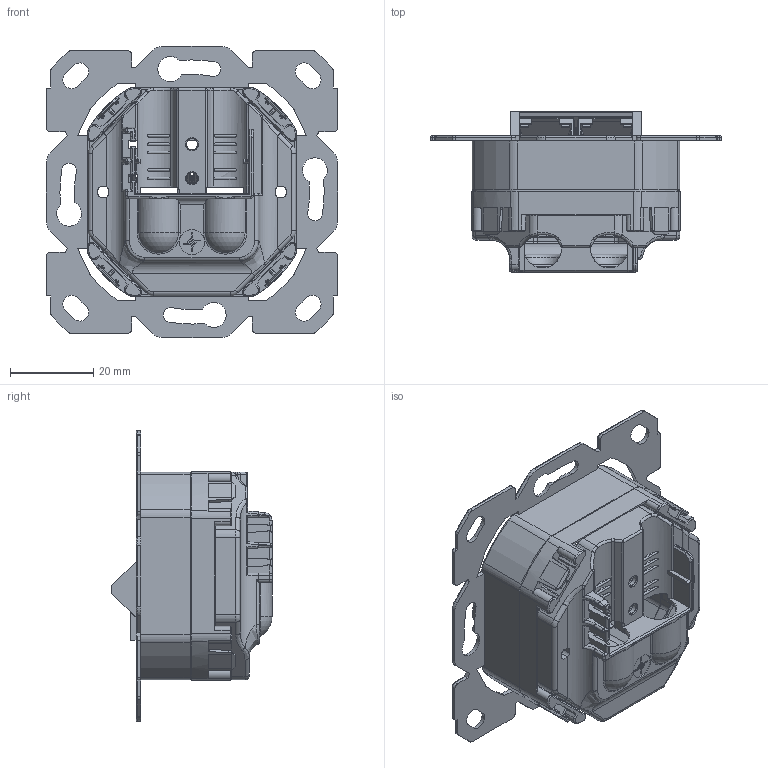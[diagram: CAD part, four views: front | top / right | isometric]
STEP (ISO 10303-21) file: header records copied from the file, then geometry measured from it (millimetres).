
FILE_DESCRIPTION (( 'STEP AP214' ), '1' );
FILE_NAME ('j00020A0502.STEP', '2012-05-09T12:27:43', ( 'ew_administrator' ), ( '' ), 'SwSTEP 2.0', 'SolidWorks 2012', '' );
FILE_SCHEMA (( 'AUTOMOTIVE_DESIGN' ));
Length unit declared in the file: millimetre
Products named in the file (7): B10014A0014; B10013A0025; g01003A0154; J00000A0106; B06012A0043; B10013A0026; j00020A0502
Assembly tree (7 placements, depth 4):
  j00020A0502
    B10013A0026
    g01003A0154
      J00000A0106  x2
        B06012A0043
    B10013A0025
    B10014A0014
Bounding box: 70 x 38.5 x 70 mm (x, y, z)
Volume: 15410.3 mm3; surface area: 27846.7 mm2
Topology: 5 solids, 5 shells, 2564 faces, 6626 edges, 4088 vertices
Faces by surface type: plane 1270, cylinder 684, bspline 201, cone 195, torus 181, sphere 33
Entity records: 75888 total; most frequent: CARTESIAN_POINT 20957, ORIENTED_EDGE 11860, DIRECTION 10919, EDGE_CURVE 5930, AXIS2_PLACEMENT_3D 3739, VERTEX_POINT 3712, VECTOR 3441, LINE 3441
